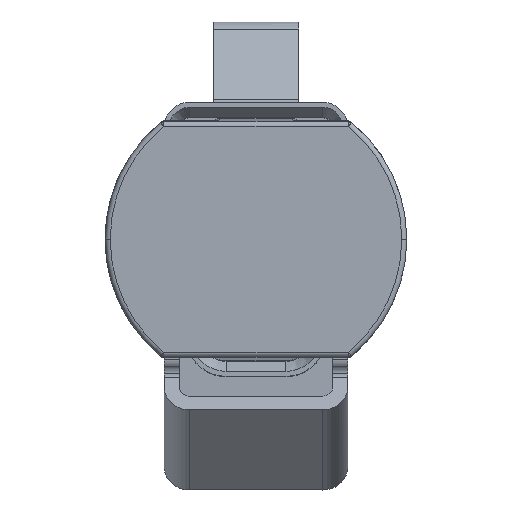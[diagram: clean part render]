
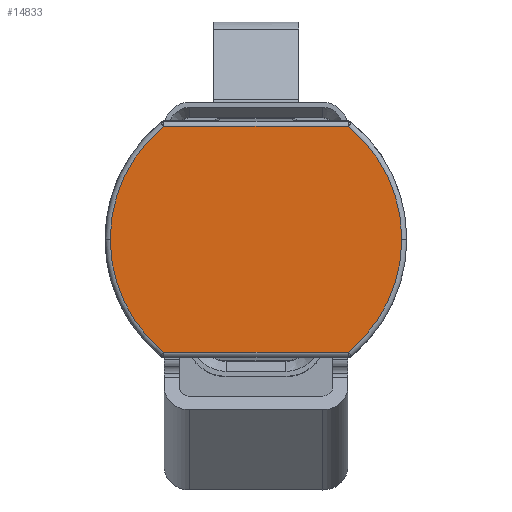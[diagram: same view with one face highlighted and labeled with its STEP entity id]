
A CAD part, top view. The second image highlights one B-rep face of the part: STEP entity #14833.
In plain terms, the highlighted planar face has unit normal (0, 0, 1).
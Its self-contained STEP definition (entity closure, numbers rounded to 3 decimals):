
#13994=AXIS2_PLACEMENT_3D('Circle Axis2P3D',#13992,#13993,$) ;
#14012=AXIS2_PLACEMENT_3D('Circle Axis2P3D',#14010,#14011,$) ;
#14430=AXIS2_PLACEMENT_3D('Circle Axis2P3D',#14428,#14429,$) ;
#14448=AXIS2_PLACEMENT_3D('Circle Axis2P3D',#14446,#14447,$) ;
#14823=AXIS2_PLACEMENT_3D('Plane Axis2P3D',#14820,#14821,#14822) ;
#13785=CARTESIAN_POINT('Vertex',(4.335,7.217,12.)) ;
#13804=CARTESIAN_POINT('Vertex',(0.665,7.217,12.)) ;
#13807=CARTESIAN_POINT('Line Origine',(4.275,7.217,12.)) ;
#13984=CARTESIAN_POINT('Vertex',(5.4,4.971,12.)) ;
#13992=CARTESIAN_POINT('Axis2P3D Location',(2.5,4.971,12.)) ;
#14010=CARTESIAN_POINT('Axis2P3D Location',(2.5,4.971,12.)) ;
#14014=CARTESIAN_POINT('Vertex',(4.335,2.725,12.)) ;
#14201=CARTESIAN_POINT('Line Origine',(4.275,2.725,12.)) ;
#14205=CARTESIAN_POINT('Vertex',(0.665,2.725,12.)) ;
#14420=CARTESIAN_POINT('Vertex',(-0.4,4.971,12.)) ;
#14428=CARTESIAN_POINT('Axis2P3D Location',(2.5,4.971,12.)) ;
#14446=CARTESIAN_POINT('Axis2P3D Location',(2.5,4.971,12.)) ;
#14820=CARTESIAN_POINT('Axis2P3D Location',(2.075,4.971,12.)) ;
#13808=DIRECTION('Vector Direction',(-1.,0.,0.)) ;
#13993=DIRECTION('Axis2P3D Direction',(0.,0.,-1.)) ;
#14011=DIRECTION('Axis2P3D Direction',(0.,0.,-1.)) ;
#14202=DIRECTION('Vector Direction',(-1.,0.,0.)) ;
#14429=DIRECTION('Axis2P3D Direction',(0.,0.,1.)) ;
#14447=DIRECTION('Axis2P3D Direction',(0.,0.,1.)) ;
#14821=DIRECTION('Axis2P3D Direction',(0.,0.,1.)) ;
#14822=DIRECTION('Axis2P3D XDirection',(0.,1.,0.)) ;
#13809=VECTOR('Line Direction',#13808,1.) ;
#14203=VECTOR('Line Direction',#14202,1.) ;
#14826=ORIENTED_EDGE('',*,*,#14450,.T.) ;
#14827=ORIENTED_EDGE('',*,*,#14432,.T.) ;
#14828=ORIENTED_EDGE('',*,*,#14207,.F.) ;
#14829=ORIENTED_EDGE('',*,*,#14016,.F.) ;
#14830=ORIENTED_EDGE('',*,*,#13996,.F.) ;
#14831=ORIENTED_EDGE('',*,*,#13811,.T.) ;
#14833=ADVANCED_FACE('P-P-P',(#14832),#14824,.T.) ;
#13995=CIRCLE('generated circle',#13994,2.9) ;
#14013=CIRCLE('generated circle',#14012,2.9) ;
#14431=CIRCLE('generated circle',#14430,2.9) ;
#14449=CIRCLE('generated circle',#14448,2.9) ;
#13811=EDGE_CURVE('',#13786,#13805,#13810,.T.) ;
#13996=EDGE_CURVE('',#13786,#13985,#13995,.T.) ;
#14016=EDGE_CURVE('',#13985,#14015,#14013,.T.) ;
#14207=EDGE_CURVE('',#14015,#14206,#14204,.T.) ;
#14432=EDGE_CURVE('',#14421,#14206,#14431,.T.) ;
#14450=EDGE_CURVE('',#13805,#14421,#14449,.T.) ;
#14825=EDGE_LOOP('',(#14826,#14827,#14828,#14829,#14830,#14831)) ;
#14832=FACE_OUTER_BOUND('',#14825,.T.) ;
#13810=LINE('Line',#13807,#13809) ;
#14204=LINE('Line',#14201,#14203) ;
#14824=PLANE('',#14823) ;
#13786=VERTEX_POINT('',#13785) ;
#13805=VERTEX_POINT('',#13804) ;
#13985=VERTEX_POINT('',#13984) ;
#14015=VERTEX_POINT('',#14014) ;
#14206=VERTEX_POINT('',#14205) ;
#14421=VERTEX_POINT('',#14420) ;
